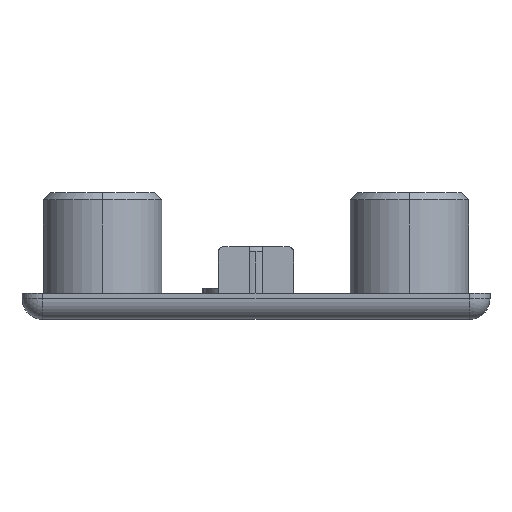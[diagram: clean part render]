
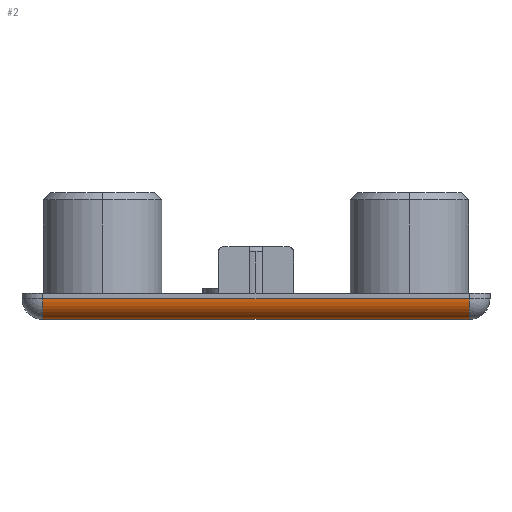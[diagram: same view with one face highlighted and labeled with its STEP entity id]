
A CAD part, left-side view. The second image highlights one B-rep face of the part: STEP entity #2.
In plain terms, the highlighted cylindrical face has radius 2 mm (diameter 4 mm), a partial arc.
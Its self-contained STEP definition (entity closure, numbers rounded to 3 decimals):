
#2 = ADVANCED_FACE ( 'NONE', ( #1410 ), #1411, .T. ) ;
#430 = EDGE_CURVE ( 'NONE', #1328, #1329, #1710, .T. ) ;
#443 = EDGE_CURVE ( 'NONE', #1338, #1339, #1723, .T. ) ;
#461 = EDGE_CURVE ( 'NONE', #1328, #1339, #2878, .T. ) ;
#463 = EDGE_CURVE ( 'NONE', #1329, #1338, #2892, .T. ) ;
#615 = EDGE_LOOP ( 'NONE', ( #1166, #1167, #1168, #1169 ) ) ;
#1166 = ORIENTED_EDGE ( 'NONE', *, *, #461, .T. ) ;
#1167 = ORIENTED_EDGE ( 'NONE', *, *, #443, .F. ) ;
#1168 = ORIENTED_EDGE ( 'NONE', *, *, #463, .F. ) ;
#1169 = ORIENTED_EDGE ( 'NONE', *, *, #430, .F. ) ;
#1328 = VERTEX_POINT ( 'NONE', #3702 ) ;
#1329 = VERTEX_POINT ( 'NONE', #3703 ) ;
#1338 = VERTEX_POINT ( 'NONE', #3712 ) ;
#1339 = VERTEX_POINT ( 'NONE', #3713 ) ;
#1410 = FACE_OUTER_BOUND ( 'NONE', #615, .T. ) ;
#1411 = CYLINDRICAL_SURFACE ( 'NONE', #2461, 2. ) ;
#1710 = LINE ( 'NONE', #3494, #2840 ) ;
#1723 = LINE ( 'NONE', #3520, #2854 ) ;
#1769 = CARTESIAN_POINT ( 'NONE',  ( -43., -22.5, 2. ) ) ;
#1770 = DIRECTION ( 'NONE',  ( 0., -1., 0. ) ) ;
#1771 = DIRECTION ( 'NONE',  ( 0., 0., -1. ) ) ;
#2461 = AXIS2_PLACEMENT_3D ( 'NONE', #1769, #1770, #1771 ) ;
#2840 = VECTOR ( 'NONE', #3495, 1000. ) ;
#2854 = VECTOR ( 'NONE', #3521, 1000. ) ;
#2878 = CIRCLE ( 'NONE', #2889, 2. ) ;
#2889 = AXIS2_PLACEMENT_3D ( 'NONE', #3572, #3573, #3574 ) ;
#2892 = CIRCLE ( 'NONE', #2893, 2. ) ;
#2893 = AXIS2_PLACEMENT_3D ( 'NONE', #3578, #3579, #3580 ) ;
#3494 = CARTESIAN_POINT ( 'NONE',  ( -45., -22.5, 2. ) ) ;
#3495 = DIRECTION ( 'NONE',  ( 0., -1., 0. ) ) ;
#3520 = CARTESIAN_POINT ( 'NONE',  ( -43., 22.5, 0. ) ) ;
#3521 = DIRECTION ( 'NONE',  ( 0., 1., 0. ) ) ;
#3572 = CARTESIAN_POINT ( 'NONE',  ( -43., 20.5, 2. ) ) ;
#3573 = DIRECTION ( 'NONE',  ( 0., -1., 0. ) ) ;
#3574 = DIRECTION ( 'NONE',  ( 0., 0., 1. ) ) ;
#3578 = CARTESIAN_POINT ( 'NONE',  ( -43., -20.5, 2. ) ) ;
#3579 = DIRECTION ( 'NONE',  ( 0., -1., 0. ) ) ;
#3580 = DIRECTION ( 'NONE',  ( 0., 0., -1. ) ) ;
#3702 = CARTESIAN_POINT ( 'NONE',  ( -45., 20.5, 2. ) ) ;
#3703 = CARTESIAN_POINT ( 'NONE',  ( -45., -20.5, 2. ) ) ;
#3712 = CARTESIAN_POINT ( 'NONE',  ( -43., -20.5, 0. ) ) ;
#3713 = CARTESIAN_POINT ( 'NONE',  ( -43., 20.5, 0. ) ) ;
